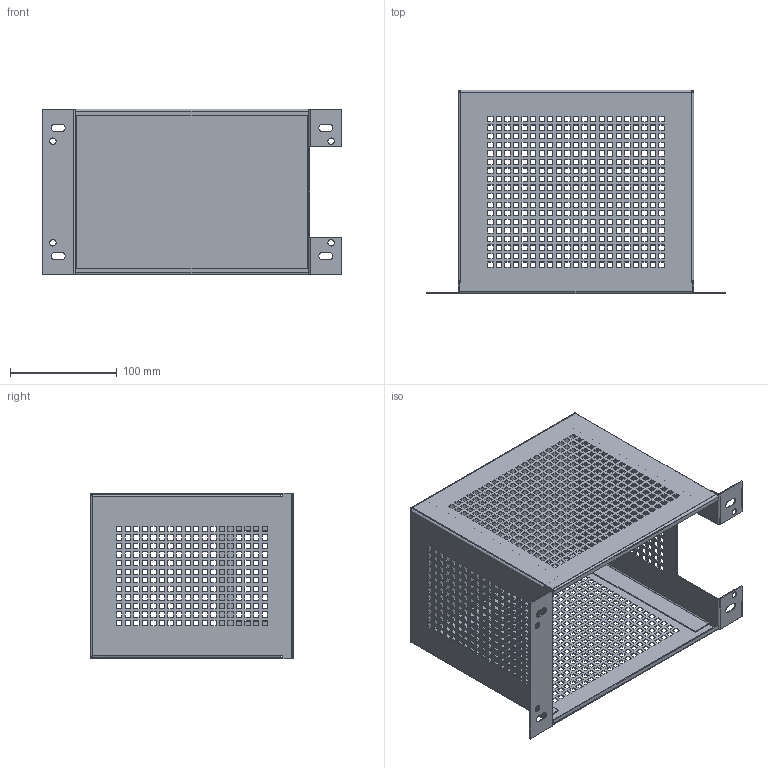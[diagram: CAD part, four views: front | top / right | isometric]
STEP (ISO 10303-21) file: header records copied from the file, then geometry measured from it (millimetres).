
FILE_DESCRIPTION (( 'STEP AP214' ), '1' );
FILE_NAME ('349829.STEP', '2021-04-23T14:27:50', ( '' ), ( '' ), 'SwSTEP 2.0', 'SolidWorks 2018', '' );
FILE_SCHEMA (( 'AUTOMOTIVE_DESIGN' ));
Products named in the file (1): 349829
Bounding box: 280 x 190 x 155 mm (x, y, z)
Volume: 161488.1 mm3; surface area: 348253.8 mm2
Topology: 1 solids, 1 shells, 4626 faces, 13772 edges, 9148 vertices
Faces by surface type: plane 4584, cylinder 42
Entity records: 156334 total; most frequent: CARTESIAN_POINT 27547, ORIENTED_EDGE 27544, DIRECTION 23114, EDGE_CURVE 13772, LINE 13684, VECTOR 13684, VERTEX_POINT 9148, EDGE_LOOP 6874
